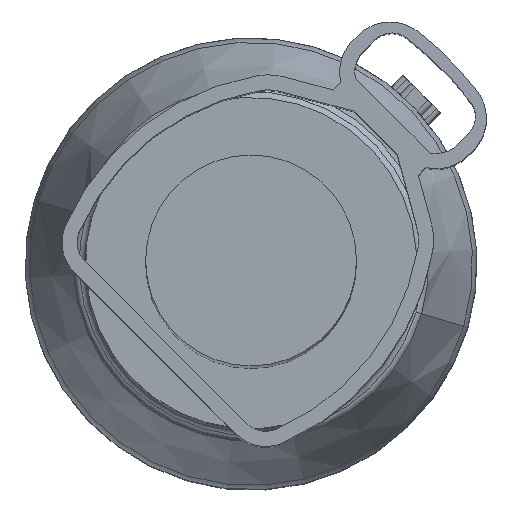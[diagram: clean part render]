
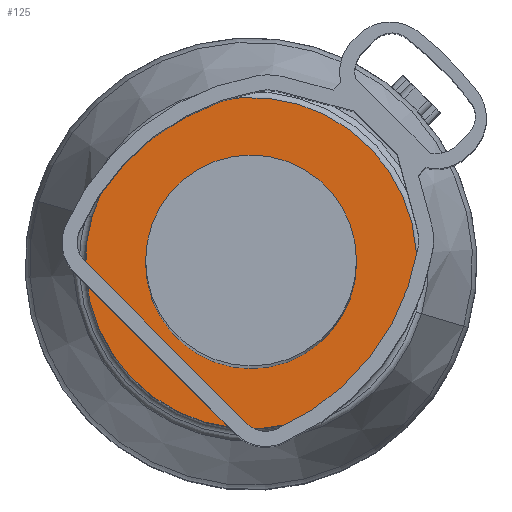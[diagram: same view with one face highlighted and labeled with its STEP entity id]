
A CAD part, top view. The second image highlights one B-rep face of the part: STEP entity #125.
In plain terms, the highlighted planar face has unit normal (0, 0, 1).
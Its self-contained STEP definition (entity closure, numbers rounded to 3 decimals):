
#47=AXIS2_PLACEMENT_3D('Circle Axis2P3D',#45,#46,$) ;
#73=AXIS2_PLACEMENT_3D('Circle Axis2P3D',#71,#72,$) ;
#101=AXIS2_PLACEMENT_3D('Plane Axis2P3D',#98,#99,#100) ;
#105=AXIS2_PLACEMENT_3D('Circle Axis2P3D',#103,#104,$) ;
#114=AXIS2_PLACEMENT_3D('Circle Axis2P3D',#112,#113,$) ;
#40=CARTESIAN_POINT('Vertex',(11.,7.5,47.)) ;
#45=CARTESIAN_POINT('Axis2P3D Location',(7.5,7.5,47.)) ;
#49=CARTESIAN_POINT('Vertex',(4.,7.5,47.)) ;
#71=CARTESIAN_POINT('Axis2P3D Location',(7.5,7.5,47.)) ;
#98=CARTESIAN_POINT('Axis2P3D Location',(11.389,3.611,47.)) ;
#103=CARTESIAN_POINT('Axis2P3D Location',(7.5,7.5,47.)) ;
#107=CARTESIAN_POINT('Vertex',(12.778,5.952,47.)) ;
#109=CARTESIAN_POINT('Vertex',(2.222,9.048,47.)) ;
#112=CARTESIAN_POINT('Axis2P3D Location',(7.5,7.5,47.)) ;
#46=DIRECTION('Axis2P3D Direction',(0.,0.,1.)) ;
#72=DIRECTION('Axis2P3D Direction',(0.,0.,1.)) ;
#99=DIRECTION('Axis2P3D Direction',(0.,0.,1.)) ;
#100=DIRECTION('Axis2P3D XDirection',(0.707,0.707,0.)) ;
#104=DIRECTION('Axis2P3D Direction',(0.,0.,1.)) ;
#113=DIRECTION('Axis2P3D Direction',(0.,0.,1.)) ;
#118=ORIENTED_EDGE('',*,*,#111,.T.) ;
#119=ORIENTED_EDGE('',*,*,#116,.T.) ;
#122=ORIENTED_EDGE('',*,*,#51,.F.) ;
#123=ORIENTED_EDGE('',*,*,#75,.F.) ;
#124=FACE_BOUND('',#121,.T.) ;
#125=ADVANCED_FACE('Hauptk\X2\00F6\X0\rper',(#120,#124),#102,.T.) ;
#48=CIRCLE('generated circle',#47,3.5) ;
#74=CIRCLE('generated circle',#73,3.5) ;
#106=CIRCLE('generated circle',#105,5.5) ;
#115=CIRCLE('generated circle',#114,5.5) ;
#51=EDGE_CURVE('',#41,#50,#48,.T.) ;
#75=EDGE_CURVE('',#50,#41,#74,.T.) ;
#111=EDGE_CURVE('',#108,#110,#106,.T.) ;
#116=EDGE_CURVE('',#110,#108,#115,.T.) ;
#117=EDGE_LOOP('',(#118,#119)) ;
#121=EDGE_LOOP('',(#122,#123)) ;
#120=FACE_OUTER_BOUND('',#117,.T.) ;
#102=PLANE('',#101) ;
#41=VERTEX_POINT('',#40) ;
#50=VERTEX_POINT('',#49) ;
#108=VERTEX_POINT('',#107) ;
#110=VERTEX_POINT('',#109) ;
